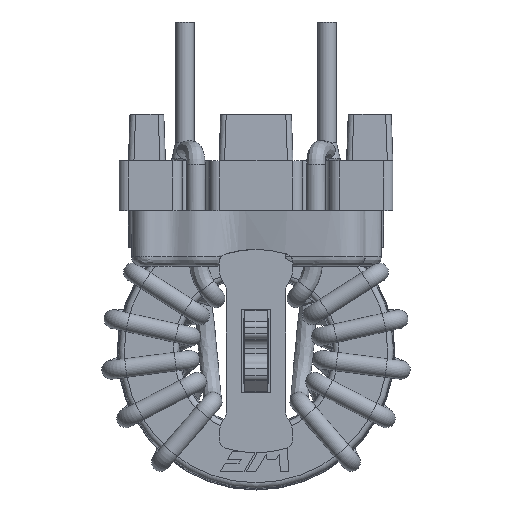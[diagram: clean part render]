
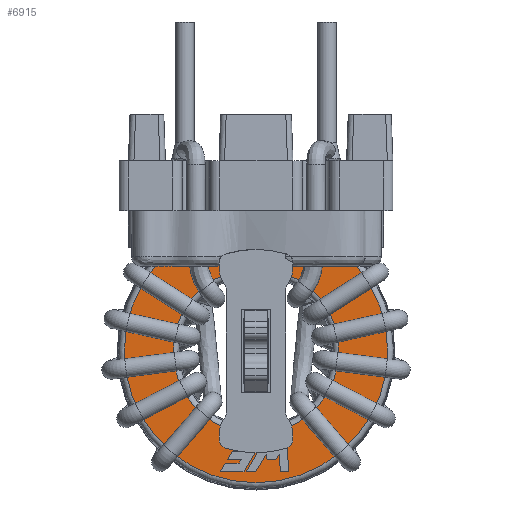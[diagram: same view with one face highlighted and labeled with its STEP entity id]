
A CAD part, front view. The second image highlights one B-rep face of the part: STEP entity #6915.
In plain terms, the highlighted planar face has unit normal (0, -1, 0).
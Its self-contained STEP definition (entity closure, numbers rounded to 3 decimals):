
#522=CIRCLE('',#8517,7.121);
#523=CIRCLE('',#8519,4.479);
#1009=ORIENTED_EDGE('',*,*,#2875,.F.);
#1010=ORIENTED_EDGE('',*,*,#2872,.F.);
#1011=ORIENTED_EDGE('',*,*,#2869,.F.);
#1012=ORIENTED_EDGE('',*,*,#2866,.F.);
#1013=ORIENTED_EDGE('',*,*,#2863,.F.);
#1014=ORIENTED_EDGE('',*,*,#2860,.F.);
#1015=ORIENTED_EDGE('',*,*,#2857,.F.);
#1016=ORIENTED_EDGE('',*,*,#2854,.F.);
#1017=ORIENTED_EDGE('',*,*,#2851,.F.);
#1018=ORIENTED_EDGE('',*,*,#2848,.F.);
#1019=ORIENTED_EDGE('',*,*,#2845,.F.);
#1020=ORIENTED_EDGE('',*,*,#2877,.F.);
#1021=ORIENTED_EDGE('',*,*,#2915,.F.);
#1022=ORIENTED_EDGE('',*,*,#2913,.F.);
#1023=ORIENTED_EDGE('',*,*,#2911,.F.);
#1024=ORIENTED_EDGE('',*,*,#2909,.F.);
#1025=ORIENTED_EDGE('',*,*,#2907,.F.);
#1026=ORIENTED_EDGE('',*,*,#2905,.F.);
#1027=ORIENTED_EDGE('',*,*,#2903,.F.);
#1028=ORIENTED_EDGE('',*,*,#2901,.F.);
#1029=ORIENTED_EDGE('',*,*,#2899,.F.);
#1030=ORIENTED_EDGE('',*,*,#2897,.F.);
#1031=ORIENTED_EDGE('',*,*,#2895,.F.);
#1032=ORIENTED_EDGE('',*,*,#2893,.F.);
#1033=ORIENTED_EDGE('',*,*,#2916,.F.);
#1034=ORIENTED_EDGE('',*,*,#2920,.T.);
#1035=ORIENTED_EDGE('',*,*,#2919,.T.);
#2845=EDGE_CURVE('',#3826,#3823,#4527,.T.);
#2848=EDGE_CURVE('',#3823,#3827,#4530,.T.);
#2851=EDGE_CURVE('',#3827,#3829,#4533,.T.);
#2854=EDGE_CURVE('',#3829,#3831,#4536,.T.);
#2857=EDGE_CURVE('',#3831,#3833,#4539,.T.);
#2860=EDGE_CURVE('',#3833,#3835,#4542,.T.);
#2863=EDGE_CURVE('',#3835,#3837,#4545,.T.);
#2866=EDGE_CURVE('',#3837,#3839,#4548,.T.);
#2869=EDGE_CURVE('',#3839,#3841,#4551,.T.);
#2872=EDGE_CURVE('',#3841,#3843,#4554,.T.);
#2875=EDGE_CURVE('',#3843,#3845,#4557,.T.);
#2877=EDGE_CURVE('',#3845,#3826,#4559,.T.);
#2893=EDGE_CURVE('',#3861,#3860,#4575,.T.);
#2895=EDGE_CURVE('',#3860,#3862,#4577,.T.);
#2897=EDGE_CURVE('',#3862,#3863,#4579,.T.);
#2899=EDGE_CURVE('',#3863,#3864,#4581,.T.);
#2901=EDGE_CURVE('',#3864,#3865,#4583,.T.);
#2903=EDGE_CURVE('',#3865,#3866,#4585,.T.);
#2905=EDGE_CURVE('',#3866,#3867,#4587,.T.);
#2907=EDGE_CURVE('',#3867,#3868,#4589,.T.);
#2909=EDGE_CURVE('',#3868,#3869,#4591,.T.);
#2911=EDGE_CURVE('',#3869,#3870,#4593,.T.);
#2913=EDGE_CURVE('',#3870,#3871,#4595,.T.);
#2915=EDGE_CURVE('',#3871,#3872,#4597,.T.);
#2916=EDGE_CURVE('',#3872,#3861,#4598,.T.);
#2919=EDGE_CURVE('',#3875,#3875,#522,.T.);
#2920=EDGE_CURVE('',#3876,#3876,#523,.T.);
#3823=VERTEX_POINT('',#11288);
#3826=VERTEX_POINT('',#11293);
#3827=VERTEX_POINT('',#11297);
#3829=VERTEX_POINT('',#11303);
#3831=VERTEX_POINT('',#11309);
#3833=VERTEX_POINT('',#11315);
#3835=VERTEX_POINT('',#11321);
#3837=VERTEX_POINT('',#11327);
#3839=VERTEX_POINT('',#11333);
#3841=VERTEX_POINT('',#11339);
#3843=VERTEX_POINT('',#11345);
#3845=VERTEX_POINT('',#11351);
#3860=VERTEX_POINT('',#11388);
#3861=VERTEX_POINT('',#11390);
#3862=VERTEX_POINT('',#11394);
#3863=VERTEX_POINT('',#11398);
#3864=VERTEX_POINT('',#11402);
#3865=VERTEX_POINT('',#11406);
#3866=VERTEX_POINT('',#11410);
#3867=VERTEX_POINT('',#11414);
#3868=VERTEX_POINT('',#11418);
#3869=VERTEX_POINT('',#11422);
#3870=VERTEX_POINT('',#11426);
#3871=VERTEX_POINT('',#11430);
#3872=VERTEX_POINT('',#11434);
#3875=VERTEX_POINT('',#11445);
#3876=VERTEX_POINT('',#11448);
#4527=LINE('',#11294,#4993);
#4530=LINE('',#11300,#4996);
#4533=LINE('',#11306,#4999);
#4536=LINE('',#11312,#5002);
#4539=LINE('',#11318,#5005);
#4542=LINE('',#11324,#5008);
#4545=LINE('',#11330,#5011);
#4548=LINE('',#11336,#5014);
#4551=LINE('',#11342,#5017);
#4554=LINE('',#11348,#5020);
#4557=LINE('',#11354,#5023);
#4559=LINE('',#11357,#5025);
#4575=LINE('',#11391,#5041);
#4577=LINE('',#11395,#5043);
#4579=LINE('',#11399,#5045);
#4581=LINE('',#11403,#5047);
#4583=LINE('',#11407,#5049);
#4585=LINE('',#11411,#5051);
#4587=LINE('',#11415,#5053);
#4589=LINE('',#11419,#5055);
#4591=LINE('',#11423,#5057);
#4593=LINE('',#11427,#5059);
#4595=LINE('',#11431,#5061);
#4597=LINE('',#11435,#5063);
#4598=LINE('',#11437,#5064);
#4993=VECTOR('',#9270,1000.);
#4996=VECTOR('',#9275,1000.);
#4999=VECTOR('',#9280,1000.);
#5002=VECTOR('',#9285,1000.);
#5005=VECTOR('',#9290,1000.);
#5008=VECTOR('',#9295,1000.);
#5011=VECTOR('',#9300,1000.);
#5014=VECTOR('',#9305,1000.);
#5017=VECTOR('',#9310,1000.);
#5020=VECTOR('',#9315,1000.);
#5023=VECTOR('',#9320,1000.);
#5025=VECTOR('',#9324,1000.);
#5041=VECTOR('',#9346,1000.);
#5043=VECTOR('',#9350,1000.);
#5045=VECTOR('',#9354,1000.);
#5047=VECTOR('',#9358,1000.);
#5049=VECTOR('',#9362,1000.);
#5051=VECTOR('',#9366,1000.);
#5053=VECTOR('',#9370,1000.);
#5055=VECTOR('',#9374,1000.);
#5057=VECTOR('',#9378,1000.);
#5059=VECTOR('',#9382,1000.);
#5061=VECTOR('',#9386,1000.);
#5063=VECTOR('',#9390,1000.);
#5064=VECTOR('',#9393,1000.);
#5487=EDGE_LOOP('',(#1009,#1010,#1011,#1012,#1013,#1014,#1015,#1016,#1017,
#1018,#1019,#1020));
#5488=EDGE_LOOP('',(#1021,#1022,#1023,#1024,#1025,#1026,#1027,#1028,#1029,
#1030,#1031,#1032,#1033));
#5489=EDGE_LOOP('',(#1034));
#5490=EDGE_LOOP('',(#1035));
#6117=FACE_BOUND('',#5487,.T.);
#6118=FACE_BOUND('',#5488,.T.);
#6119=FACE_BOUND('',#5489,.T.);
#6120=FACE_BOUND('',#5490,.T.);
#6743=PLANE('',#8518);
#6915=ADVANCED_FACE('',(#6117,#6118,#6119,#6120),#6743,.T.);
#8517=AXIS2_PLACEMENT_3D('',#11444,#9402,#9403);
#8518=AXIS2_PLACEMENT_3D('',#11446,#9404,#9405);
#8519=AXIS2_PLACEMENT_3D('',#11447,#9406,#9407);
#9270=DIRECTION('',(1.,0.,0.));
#9275=DIRECTION('',(-0.52,0.,-0.854));
#9280=DIRECTION('',(-1.,0.,0.));
#9285=DIRECTION('',(-0.507,0.,-0.862));
#9290=DIRECTION('',(1.,0.,0.));
#9295=DIRECTION('',(0.504,0.,0.864));
#9300=DIRECTION('',(-1.,0.,0.));
#9305=DIRECTION('',(-0.509,0.,-0.861));
#9310=DIRECTION('',(1.,0.,0.));
#9315=DIRECTION('',(-0.507,0.,-0.862));
#9320=DIRECTION('',(-1.,0.,0.));
#9324=DIRECTION('',(-0.505,0.,-0.863));
#9346=DIRECTION('',(1.,0.,0.));
#9350=DIRECTION('',(0.583,0.,0.812));
#9354=DIRECTION('',(0.047,0.,-0.999));
#9358=DIRECTION('',(1.,0.,0.));
#9362=DIRECTION('',(-0.052,0.,0.999));
#9366=DIRECTION('',(-1.,0.,0.));
#9370=DIRECTION('',(-0.551,0.,-0.834));
#9374=DIRECTION('',(-0.141,0.,0.99));
#9378=DIRECTION('',(-1.,0.,0.));
#9382=DIRECTION('',(-0.506,0.,-0.863));
#9386=DIRECTION('',(1.,0.,0.));
#9390=DIRECTION('',(0.512,0.,0.859));
#9393=DIRECTION('',(0.171,0.,-0.985));
#9402=DIRECTION('',(0.,-1.,0.));
#9403=DIRECTION('',(-1.,0.,0.));
#9404=DIRECTION('',(0.,-1.,0.));
#9405=DIRECTION('',(1.,0.,0.));
#9406=DIRECTION('',(0.,1.,0.));
#9407=DIRECTION('',(1.,0.,0.));
#11288=CARTESIAN_POINT('',(-0.787,-4.8,-5.854));
#11293=CARTESIAN_POINT('',(-1.546,-4.8,-5.854));
#11294=CARTESIAN_POINT('',(-1.546,-4.8,-5.854));
#11297=CARTESIAN_POINT('',(-0.915,-4.8,-6.063));
#11300=CARTESIAN_POINT('',(-0.787,-4.8,-5.854));
#11303=CARTESIAN_POINT('',(-1.671,-4.8,-6.063));
#11306=CARTESIAN_POINT('',(-0.915,-4.8,-6.063));
#11309=CARTESIAN_POINT('',(-1.934,-4.8,-6.511));
#11312=CARTESIAN_POINT('',(-1.671,-4.8,-6.063));
#11315=CARTESIAN_POINT('',(-0.649,-4.8,-6.511));
#11318=CARTESIAN_POINT('',(-1.934,-4.8,-6.511));
#11321=CARTESIAN_POINT('',(0.401,-4.8,-4.711));
#11324=CARTESIAN_POINT('',(-0.649,-4.8,-6.511));
#11327=CARTESIAN_POINT('',(-0.874,-4.8,-4.711));
#11330=CARTESIAN_POINT('',(0.401,-4.8,-4.711));
#11333=CARTESIAN_POINT('',(-1.134,-4.8,-5.15));
#11336=CARTESIAN_POINT('',(-0.874,-4.8,-4.711));
#11339=CARTESIAN_POINT('',(-0.371,-4.8,-5.15));
#11342=CARTESIAN_POINT('',(-1.134,-4.8,-5.15));
#11345=CARTESIAN_POINT('',(-0.522,-4.8,-5.407));
#11348=CARTESIAN_POINT('',(-0.371,-4.8,-5.15));
#11351=CARTESIAN_POINT('',(-1.284,-4.8,-5.407));
#11354=CARTESIAN_POINT('',(-0.522,-4.8,-5.407));
#11357=CARTESIAN_POINT('',(-1.284,-4.8,-5.407));
#11388=CARTESIAN_POINT('',(1.069,-4.8,-5.854));
#11390=CARTESIAN_POINT('',(0.599,-4.8,-5.854));
#11391=CARTESIAN_POINT('',(0.599,-4.8,-5.854));
#11394=CARTESIAN_POINT('',(1.268,-4.8,-5.577));
#11395=CARTESIAN_POINT('',(1.069,-4.8,-5.854));
#11398=CARTESIAN_POINT('',(1.312,-4.8,-6.511));
#11399=CARTESIAN_POINT('',(1.268,-4.8,-5.577));
#11402=CARTESIAN_POINT('',(1.764,-4.8,-6.511));
#11403=CARTESIAN_POINT('',(1.312,-4.8,-6.511));
#11406=CARTESIAN_POINT('',(1.671,-4.8,-4.711));
#11407=CARTESIAN_POINT('',(1.764,-4.8,-6.511));
#11410=CARTESIAN_POINT('',(1.245,-4.8,-4.711));
#11411=CARTESIAN_POINT('',(1.671,-4.8,-4.711));
#11414=CARTESIAN_POINT('',(1.041,-4.8,-5.02));
#11415=CARTESIAN_POINT('',(1.245,-4.8,-4.711));
#11418=CARTESIAN_POINT('',(0.997,-4.8,-4.711));
#11419=CARTESIAN_POINT('',(1.041,-4.8,-5.02));
#11422=CARTESIAN_POINT('',(0.533,-4.8,-4.711));
#11423=CARTESIAN_POINT('',(0.997,-4.8,-4.711));
#11426=CARTESIAN_POINT('',(-0.521,-4.8,-6.511));
#11427=CARTESIAN_POINT('',(0.533,-4.8,-4.711));
#11430=CARTESIAN_POINT('',(-0.013,-4.8,-6.511));
#11431=CARTESIAN_POINT('',(-0.521,-4.8,-6.511));
#11434=CARTESIAN_POINT('',(0.55,-4.8,-5.567));
#11435=CARTESIAN_POINT('',(-0.013,-4.8,-6.511));
#11437=CARTESIAN_POINT('',(0.55,-4.8,-5.567));
#11444=CARTESIAN_POINT('',(0.,-4.8,0.));
#11445=CARTESIAN_POINT('',(-7.121,-4.8,0.));
#11446=CARTESIAN_POINT('',(0.,-4.8,0.));
#11447=CARTESIAN_POINT('',(0.,-4.8,0.));
#11448=CARTESIAN_POINT('',(4.479,-4.8,0.));
